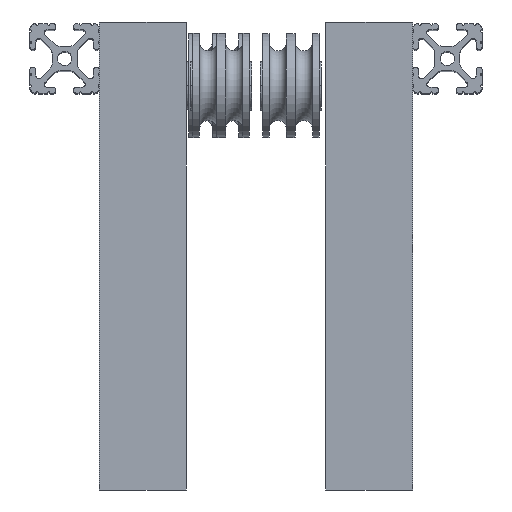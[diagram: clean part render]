
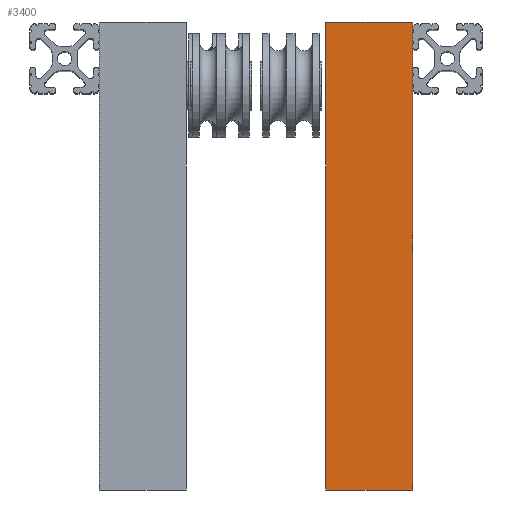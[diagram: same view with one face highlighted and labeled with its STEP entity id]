
A CAD part, top view. The second image highlights one B-rep face of the part: STEP entity #3400.
In plain terms, the highlighted planar face has unit normal (0, 0, 1).
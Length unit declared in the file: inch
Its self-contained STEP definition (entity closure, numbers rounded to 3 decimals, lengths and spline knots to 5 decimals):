
#305=FACE_OUTER_BOUND('',#487,.T.);
#487=EDGE_LOOP('',(#2895,#2896,#2897,#2898));
#769=LINE('',#5693,#1059);
#785=LINE('',#5746,#1075);
#786=LINE('',#5748,#1076);
#787=LINE('',#5749,#1077);
#1059=VECTOR('',#4604,0.3937);
#1075=VECTOR('',#4660,0.3937);
#1076=VECTOR('',#4663,0.3937);
#1077=VECTOR('',#4664,0.3937);
#1578=VERTEX_POINT('',#5690);
#1579=VERTEX_POINT('',#5692);
#1595=VERTEX_POINT('',#5742);
#1596=VERTEX_POINT('',#5744);
#2025=EDGE_CURVE('',#1578,#1579,#769,.T.);
#2051=EDGE_CURVE('',#1595,#1596,#785,.T.);
#2052=EDGE_CURVE('',#1578,#1595,#786,.T.);
#2053=EDGE_CURVE('',#1579,#1596,#787,.T.);
#2895=ORIENTED_EDGE('',*,*,#2052,.T.);
#2896=ORIENTED_EDGE('',*,*,#2051,.T.);
#2897=ORIENTED_EDGE('',*,*,#2053,.F.);
#2898=ORIENTED_EDGE('',*,*,#2025,.F.);
#3244=PLANE('',#3775);
#3400=ADVANCED_FACE('',(#305),#3244,.T.);
#3775=AXIS2_PLACEMENT_3D('',#5747,#4661,#4662);
#4604=DIRECTION('',(1.,0.,0.));
#4660=DIRECTION('',(1.,0.,0.));
#4661=DIRECTION('center_axis',(0.,0.,1.));
#4662=DIRECTION('ref_axis',(0.,-1.,0.));
#4663=DIRECTION('',(0.,-1.,0.));
#4664=DIRECTION('',(0.,-1.,0.));
#5690=CARTESIAN_POINT('',(1.,26.,22.));
#5692=CARTESIAN_POINT('',(2.25,26.,22.));
#5693=CARTESIAN_POINT('',(1.,26.,22.));
#5742=CARTESIAN_POINT('',(1.,19.27246,22.));
#5744=CARTESIAN_POINT('',(2.25,19.27246,22.));
#5746=CARTESIAN_POINT('',(1.,19.27246,22.));
#5747=CARTESIAN_POINT('Origin',(1.,26.,22.));
#5748=CARTESIAN_POINT('',(1.,26.,22.));
#5749=CARTESIAN_POINT('',(2.25,26.,22.));
